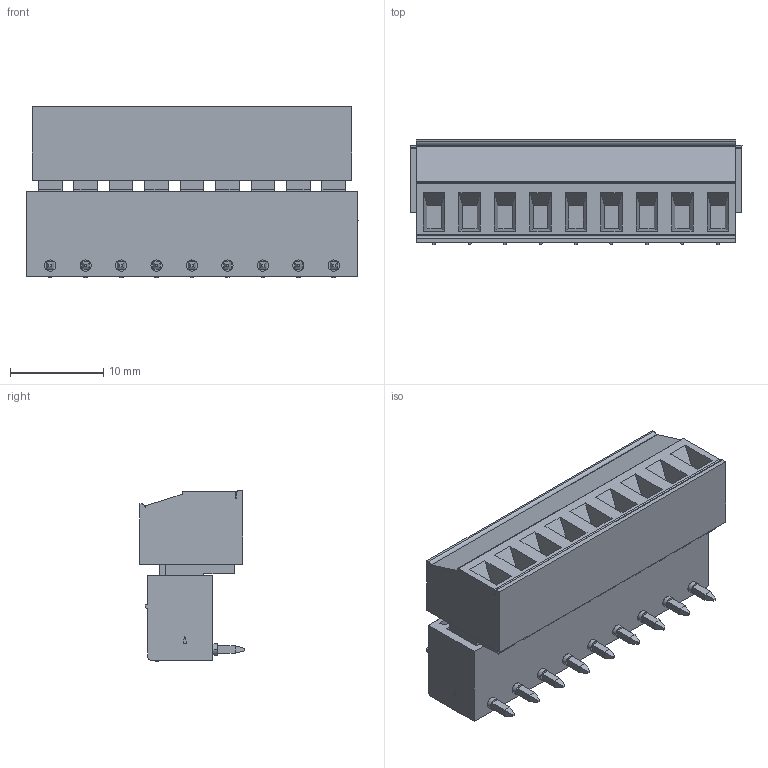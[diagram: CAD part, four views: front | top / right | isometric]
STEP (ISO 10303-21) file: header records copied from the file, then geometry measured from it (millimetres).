
FILE_DESCRIPTION (( 'STEP AP214' ), '1' );
FILE_NAME ('User Library-KEFA 3.81mm_9pin_RA.STEP', '2020-02-07T12:48:41', ( '' ), ( '' ), 'SwSTEP 2.0', 'SolidWorks 2019', '' );
FILE_SCHEMA (( 'AUTOMOTIVE_DESIGN' ));
Length unit declared in the file: millimetre
Products named in the file (1): User Library-KEFA 3.81mm_9pin_RA
Bounding box: 35.68 x 11.28 x 18.4 mm (x, y, z)
Volume: 4451.4 mm3; surface area: 6483.4 mm2
Topology: 2 solids, 2 shells, 1026 faces, 2562 edges, 1660 vertices
Faces by surface type: plane 828, cylinder 180, cone 9, sphere 9
Entity records: 41277 total; most frequent: CARTESIAN_POINT 5258, ORIENTED_EDGE 5070, DIRECTION 4994, EDGE_CURVE 2535, VECTOR 2094, LINE 2094, VERTEX_POINT 1642, AXIS2_PLACEMENT_3D 1450
